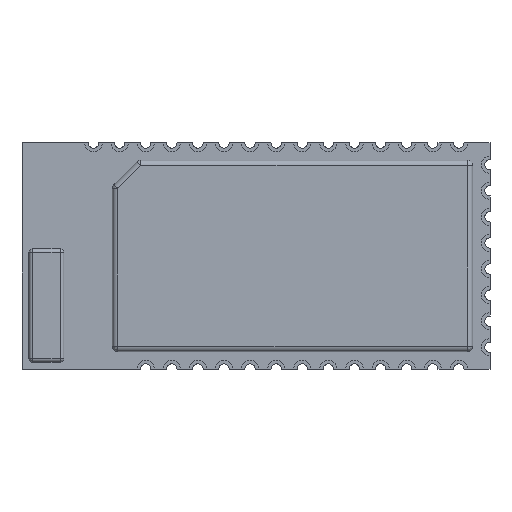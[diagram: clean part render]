
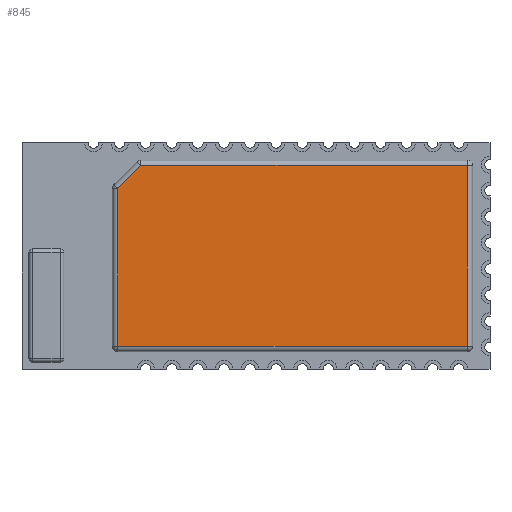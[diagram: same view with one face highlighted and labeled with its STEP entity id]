
A CAD part, top view. The second image highlights one B-rep face of the part: STEP entity #845.
In plain terms, the highlighted planar face has unit normal (0, 0, 1).
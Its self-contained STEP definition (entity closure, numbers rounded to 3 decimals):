
#216 = CARTESIAN_POINT ( 'NONE',  ( 25.6, 12., 2.4 ) ) ;
#282 = LINE ( 'NONE', #887, #2728 ) ;
#435 = CARTESIAN_POINT ( 'NONE',  ( 6.912, 11.788, 2.4 ) ) ;
#845 = ADVANCED_FACE ( 'NONE', ( #6837 ), #2230, .F. ) ;
#847 = VECTOR ( 'NONE', #2168, 1000. ) ;
#863 = ORIENTED_EDGE ( 'NONE', *, *, #6155, .F. ) ;
#887 = CARTESIAN_POINT ( 'NONE',  ( 25.9, 1.3, 2.4 ) ) ;
#1016 = LINE ( 'NONE', #435, #2427 ) ;
#1021 = CARTESIAN_POINT ( 'NONE',  ( 6.824, 11.7, 2.4 ) ) ;
#1389 = VERTEX_POINT ( 'NONE', #1021 ) ;
#1542 = DIRECTION ( 'NONE',  ( 0., 0., -1. ) ) ;
#1544 = VERTEX_POINT ( 'NONE', #8049 ) ;
#1562 = ORIENTED_EDGE ( 'NONE', *, *, #2356, .F. ) ;
#2168 = DIRECTION ( 'NONE',  ( 1., 0., 0. ) ) ;
#2223 = EDGE_CURVE ( 'NONE', #8365, #1389, #1016, .T. ) ;
#2230 = PLANE ( 'NONE',  #6408 ) ;
#2356 = EDGE_CURVE ( 'NONE', #7857, #8365, #8197, .T. ) ;
#2396 = ORIENTED_EDGE ( 'NONE', *, *, #7927, .F. ) ;
#2427 = VECTOR ( 'NONE', #6533, 1000. ) ;
#2728 = VECTOR ( 'NONE', #7091, 1000. ) ;
#2792 = CARTESIAN_POINT ( 'NONE',  ( 5.5, 1.3, 2.4 ) ) ;
#2818 = EDGE_CURVE ( 'NONE', #1389, #1544, #8269, .T. ) ;
#2888 = CARTESIAN_POINT ( 'NONE',  ( 25.6, 1.3, 2.4 ) ) ;
#3825 = VECTOR ( 'NONE', #6014, 1000. ) ;
#4225 = CARTESIAN_POINT ( 'NONE',  ( 5.5, 10.376, 2.4 ) ) ;
#4726 = CARTESIAN_POINT ( 'NONE',  ( 5.5, 10.5, 2.4 ) ) ;
#4756 = ORIENTED_EDGE ( 'NONE', *, *, #2223, .F. ) ;
#4810 = CARTESIAN_POINT ( 'NONE',  ( 0., 0., 2.4 ) ) ;
#6014 = DIRECTION ( 'NONE',  ( 0., 1., 0. ) ) ;
#6146 = LINE ( 'NONE', #216, #6676 ) ;
#6155 = EDGE_CURVE ( 'NONE', #7870, #7857, #282, .T. ) ;
#6296 = DIRECTION ( 'NONE',  ( 0., -1., 0. ) ) ;
#6408 = AXIS2_PLACEMENT_3D ( 'NONE', #4810, #1542, #8339 ) ;
#6533 = DIRECTION ( 'NONE',  ( 0.707, 0.707, 0. ) ) ;
#6676 = VECTOR ( 'NONE', #6296, 1000. ) ;
#6837 = FACE_OUTER_BOUND ( 'NONE', #7947, .T. ) ;
#7016 = CARTESIAN_POINT ( 'NONE',  ( 25.9, 11.7, 2.4 ) ) ;
#7091 = DIRECTION ( 'NONE',  ( -1., 0., 0. ) ) ;
#7857 = VERTEX_POINT ( 'NONE', #2792 ) ;
#7870 = VERTEX_POINT ( 'NONE', #2888 ) ;
#7927 = EDGE_CURVE ( 'NONE', #1544, #7870, #6146, .T. ) ;
#7947 = EDGE_LOOP ( 'NONE', ( #863, #2396, #8609, #4756, #1562 ) ) ;
#8049 = CARTESIAN_POINT ( 'NONE',  ( 25.6, 11.7, 2.4 ) ) ;
#8197 = LINE ( 'NONE', #4726, #3825 ) ;
#8269 = LINE ( 'NONE', #7016, #847 ) ;
#8339 = DIRECTION ( 'NONE',  ( -1., 0., 0. ) ) ;
#8365 = VERTEX_POINT ( 'NONE', #4225 ) ;
#8609 = ORIENTED_EDGE ( 'NONE', *, *, #2818, .F. ) ;
